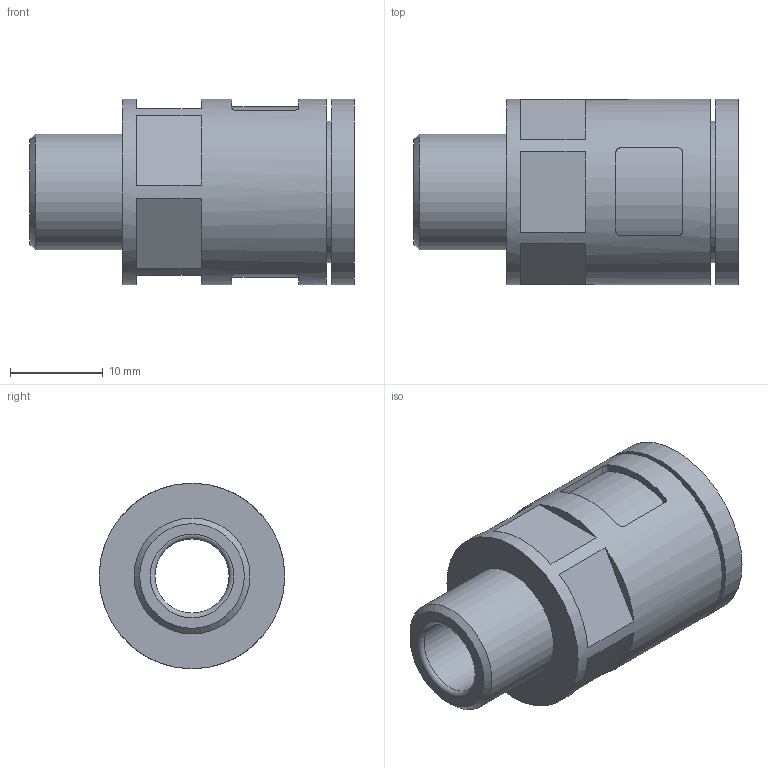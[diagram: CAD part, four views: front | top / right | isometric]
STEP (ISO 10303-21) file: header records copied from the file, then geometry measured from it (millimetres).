
FILE_DESCRIPTION( ( 'STEP AP203' ), '1' );
FILE_NAME( 'FLEXA RQG1-P 5020.062.201.stp', '2020-03-27T13:17:26', ( 'License CC BY-ND 4.0' ), ( 'CADENAS' ), ' ', 'PARTsolutions', ' ' );
FILE_SCHEMA( ( 'CONFIG_CONTROL_DESIGN' ) );
Length unit declared in the file: millimetre
Products named in the file (1): _FLEXA RQG1-P 5020.062.201
Bounding box: 35 x 20 x 20 mm (x, y, z)
Volume: 4560.6 mm3; surface area: 4229.8 mm2
Topology: 1 solids, 1 shells, 54 faces, 119 edges, 78 vertices
Faces by surface type: plane 33, cylinder 17, torus 3, cone 1
Full cylindrical faces by diameter (mm): 8 x1, 12.5 x1, 13 x1, 15.3 x1, 15.5 x1, 20 x2
Entity records: 1508 total; most frequent: CARTESIAN_POINT 335, DIRECTION 234, ORIENTED_EDGE 204, EDGE_CURVE 102, AXIS2_PLACEMENT_3D 93, EDGE_LOOP 80, VERTEX_POINT 74, FACE_OUTER_BOUND 64
